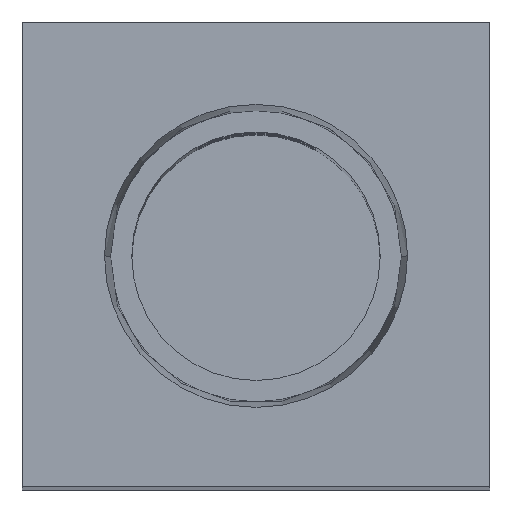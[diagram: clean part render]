
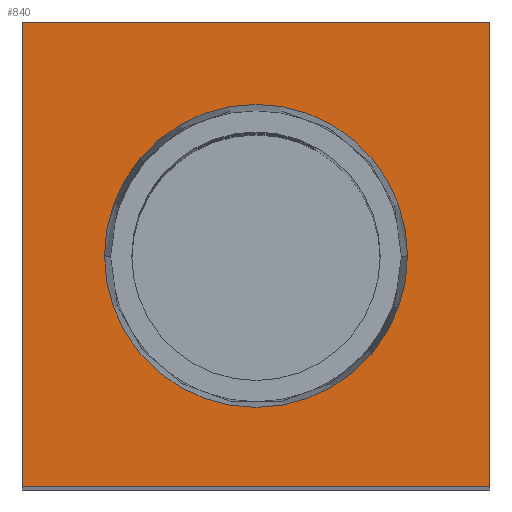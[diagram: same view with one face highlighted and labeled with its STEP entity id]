
A CAD part, top view. The second image highlights one B-rep face of the part: STEP entity #840.
In plain terms, the highlighted planar face has unit normal (0, 0, 1).
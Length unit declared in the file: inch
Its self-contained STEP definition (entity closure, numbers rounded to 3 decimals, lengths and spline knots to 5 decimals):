
#45 = CARTESIAN_POINT ( 'NONE',  ( 0.20242, -0.0025, 1.5 ) ) ;
#55 = EDGE_CURVE ( 'NONE', #470, #511, #782, .T. ) ;
#68 = CARTESIAN_POINT ( 'NONE',  ( -0.20242, -0.0025, 1.5 ) ) ;
#76 = CARTESIAN_POINT ( 'NONE',  ( -0.3125, 0.31, 1.5 ) ) ;
#91 = AXIS2_PLACEMENT_3D ( 'NONE', #810, #809, #808 ) ;
#99 = EDGE_CURVE ( 'NONE', #511, #470, #634, .T. ) ;
#109 = ORIENTED_EDGE ( 'NONE', *, *, #99, .F. ) ;
#120 = ORIENTED_EDGE ( 'NONE', *, *, #705, .T. ) ;
#141 = EDGE_CURVE ( 'NONE', #234, #463, #481, .T. ) ;
#152 = LINE ( 'NONE', #701, #673 ) ;
#163 = EDGE_CURVE ( 'NONE', #206, #783, #152, .T. ) ;
#168 = LINE ( 'NONE', #878, #170 ) ;
#170 = VECTOR ( 'NONE', #881, 39.37008 ) ;
#185 = VECTOR ( 'NONE', #825, 39.37008 ) ;
#192 = DIRECTION ( 'NONE',  ( 0., 0., 1. ) ) ;
#200 = DIRECTION ( 'NONE',  ( 1., 0., 0. ) ) ;
#206 = VERTEX_POINT ( 'NONE', #674 ) ;
#234 = VERTEX_POINT ( 'NONE', #584 ) ;
#239 = PLANE ( 'NONE',  #884 ) ;
#245 = DIRECTION ( 'NONE',  ( 1., 0., 0. ) ) ;
#246 = DIRECTION ( 'NONE',  ( 0., 0., 1. ) ) ;
#283 = LINE ( 'NONE', #833, #185 ) ;
#324 = CARTESIAN_POINT ( 'NONE',  ( 0., 0., 1.5 ) ) ;
#381 = ORIENTED_EDGE ( 'NONE', *, *, #141, .T. ) ;
#385 = VECTOR ( 'NONE', #781, 39.37008 ) ;
#416 = ORIENTED_EDGE ( 'NONE', *, *, #163, .T. ) ;
#439 = ORIENTED_EDGE ( 'NONE', *, *, #730, .T. ) ;
#463 = VERTEX_POINT ( 'NONE', #76 ) ;
#470 = VERTEX_POINT ( 'NONE', #68 ) ;
#481 = LINE ( 'NONE', #804, #385 ) ;
#490 = CARTESIAN_POINT ( 'NONE',  ( 0.3125, -0.31, 1.5 ) ) ;
#511 = VERTEX_POINT ( 'NONE', #45 ) ;
#584 = CARTESIAN_POINT ( 'NONE',  ( 0.3125, 0.31, 1.5 ) ) ;
#634 = CIRCLE ( 'NONE', #91, 0.20242 ) ;
#673 = VECTOR ( 'NONE', #698, 39.37008 ) ;
#674 = CARTESIAN_POINT ( 'NONE',  ( -0.3125, -0.31, 1.5 ) ) ;
#688 = AXIS2_PLACEMENT_3D ( 'NONE', #975, #192, #200 ) ;
#698 = DIRECTION ( 'NONE',  ( 1., 0., 0. ) ) ;
#701 = CARTESIAN_POINT ( 'NONE',  ( 0.3125, -0.31, 1.5 ) ) ;
#705 = EDGE_CURVE ( 'NONE', #463, #206, #168, .T. ) ;
#730 = EDGE_CURVE ( 'NONE', #783, #234, #283, .T. ) ;
#746 = EDGE_LOOP ( 'NONE', ( #120, #416, #439, #381 ) ) ;
#781 = DIRECTION ( 'NONE',  ( -1., 0., 0. ) ) ;
#782 = CIRCLE ( 'NONE', #688, 0.20242 ) ;
#783 = VERTEX_POINT ( 'NONE', #490 ) ;
#791 = EDGE_LOOP ( 'NONE', ( #109, #908 ) ) ;
#804 = CARTESIAN_POINT ( 'NONE',  ( 0.3125, 0.31, 1.5 ) ) ;
#808 = DIRECTION ( 'NONE',  ( 1., 0., 0. ) ) ;
#809 = DIRECTION ( 'NONE',  ( 0., 0., 1. ) ) ;
#810 = CARTESIAN_POINT ( 'NONE',  ( 0., -0.0025, 1.5 ) ) ;
#825 = DIRECTION ( 'NONE',  ( 0., 1., 0. ) ) ;
#833 = CARTESIAN_POINT ( 'NONE',  ( 0.3125, -0.31, 1.5 ) ) ;
#840 = ADVANCED_FACE ( 'NONE', ( #947, #938 ), #239, .T. ) ;
#878 = CARTESIAN_POINT ( 'NONE',  ( -0.3125, -0.31, 1.5 ) ) ;
#881 = DIRECTION ( 'NONE',  ( 0., -1., 0. ) ) ;
#884 = AXIS2_PLACEMENT_3D ( 'NONE', #324, #246, #245 ) ;
#908 = ORIENTED_EDGE ( 'NONE', *, *, #55, .F. ) ;
#938 = FACE_OUTER_BOUND ( 'NONE', #746, .T. ) ;
#947 = FACE_BOUND ( 'NONE', #791, .T. ) ;
#975 = CARTESIAN_POINT ( 'NONE',  ( 0., -0.0025, 1.5 ) ) ;
